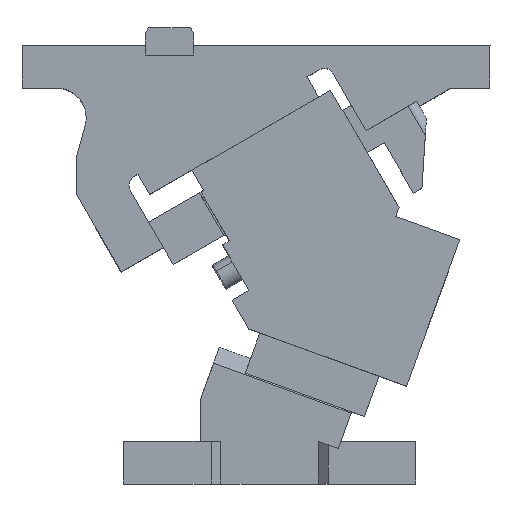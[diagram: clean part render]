
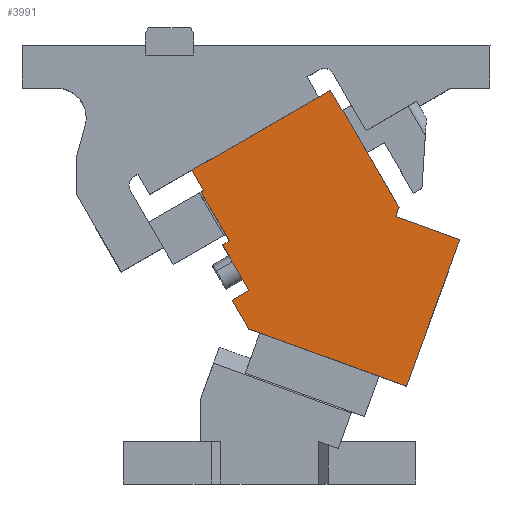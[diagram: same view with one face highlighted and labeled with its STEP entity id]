
A CAD part, top view. The second image highlights one B-rep face of the part: STEP entity #3991.
In plain terms, the highlighted planar face has unit normal (0, 0, 1).
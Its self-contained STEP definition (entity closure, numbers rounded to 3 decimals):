
#2107=CARTESIAN_POINT('Vertex',(-0.609,-77.567,70.)) ;
#2110=CARTESIAN_POINT('Line Origine',(-41.092,-62.832,70.)) ;
#2114=CARTESIAN_POINT('Vertex',(-81.575,-48.098,70.)) ;
#2254=CARTESIAN_POINT('Vertex',(26.753,-2.391,70.)) ;
#2257=CARTESIAN_POINT('Line Origine',(13.072,-39.979,70.)) ;
#2289=CARTESIAN_POINT('Vertex',(-6.137,9.579,70.)) ;
#2292=CARTESIAN_POINT('Line Origine',(10.308,3.594,70.)) ;
#2320=CARTESIAN_POINT('Vertex',(-4.427,14.278,70.)) ;
#2323=CARTESIAN_POINT('Line Origine',(-5.282,11.929,70.)) ;
#2344=CARTESIAN_POINT('Vertex',(-33.177,64.074,70.)) ;
#2349=CARTESIAN_POINT('Line Origine',(-18.802,39.176,70.)) ;
#3218=CARTESIAN_POINT('Vertex',(-104.624,22.824,70.)) ;
#3253=CARTESIAN_POINT('Vertex',(-105.923,22.074,70.)) ;
#3256=CARTESIAN_POINT('Line Origine',(-105.273,22.449,70.)) ;
#3356=CARTESIAN_POINT('Vertex',(-33.61,63.824,70.)) ;
#3359=CARTESIAN_POINT('Line Origine',(-33.393,63.949,70.)) ;
#3699=CARTESIAN_POINT('Line Origine',(-85.811,-40.76,70.)) ;
#3703=CARTESIAN_POINT('Vertex',(-90.047,-33.423,70.)) ;
#3727=CARTESIAN_POINT('Vertex',(-81.387,-28.423,70.)) ;
#3730=CARTESIAN_POINT('Line Origine',(-85.717,-30.923,70.)) ;
#3751=CARTESIAN_POINT('Vertex',(-94.887,-5.041,70.)) ;
#3754=CARTESIAN_POINT('Line Origine',(-88.137,-16.732,70.)) ;
#3805=CARTESIAN_POINT('Line Origine',(-93.155,-4.041,70.)) ;
#3809=CARTESIAN_POINT('Vertex',(-91.423,-3.041,70.)) ;
#3834=CARTESIAN_POINT('Line Origine',(-98.673,9.517,70.)) ;
#3884=CARTESIAN_POINT('Line Origine',(-107.624,28.02,70.)) ;
#3888=CARTESIAN_POINT('Vertex',(-110.624,33.217,70.)) ;
#3933=CARTESIAN_POINT('Vertex',(-39.61,74.217,70.)) ;
#3936=CARTESIAN_POINT('Line Origine',(-36.61,69.02,70.)) ;
#3957=CARTESIAN_POINT('Line Origine',(-75.117,53.717,70.)) ;
#3969=CARTESIAN_POINT('Axis2P3D Location',(-33.498,-65.596,70.)) ;
#2111=DIRECTION('Vector Direction',(-0.94,0.342,0.)) ;
#2258=DIRECTION('Vector Direction',(-0.342,-0.94,0.)) ;
#2293=DIRECTION('Vector Direction',(-0.94,0.342,0.)) ;
#2324=DIRECTION('Vector Direction',(-0.342,-0.94,0.)) ;
#2350=DIRECTION('Vector Direction',(-0.5,0.866,0.)) ;
#3257=DIRECTION('Vector Direction',(-0.866,-0.5,0.)) ;
#3360=DIRECTION('Vector Direction',(-0.866,-0.5,0.)) ;
#3700=DIRECTION('Vector Direction',(0.5,-0.866,0.)) ;
#3731=DIRECTION('Vector Direction',(-0.866,-0.5,0.)) ;
#3755=DIRECTION('Vector Direction',(0.5,-0.866,0.)) ;
#3806=DIRECTION('Vector Direction',(-0.866,-0.5,0.)) ;
#3835=DIRECTION('Vector Direction',(0.5,-0.866,0.)) ;
#3885=DIRECTION('Vector Direction',(0.5,-0.866,0.)) ;
#3937=DIRECTION('Vector Direction',(0.5,-0.866,0.)) ;
#3958=DIRECTION('Vector Direction',(-0.866,-0.5,0.)) ;
#3970=DIRECTION('Axis2P3D Direction',(-0.,0.,1.)) ;
#3971=DIRECTION('Axis2P3D XDirection',(0.996,-0.087,0.)) ;
#3972=AXIS2_PLACEMENT_3D('Plane Axis2P3D',#3969,#3970,#3971) ;
#3975=ORIENTED_EDGE('',*,*,#3734,.T.) ;
#3976=ORIENTED_EDGE('',*,*,#3705,.T.) ;
#3977=ORIENTED_EDGE('',*,*,#2116,.F.) ;
#3978=ORIENTED_EDGE('',*,*,#2261,.F.) ;
#3979=ORIENTED_EDGE('',*,*,#2296,.T.) ;
#3980=ORIENTED_EDGE('',*,*,#2327,.F.) ;
#3981=ORIENTED_EDGE('',*,*,#2353,.T.) ;
#3982=ORIENTED_EDGE('',*,*,#3363,.T.) ;
#3983=ORIENTED_EDGE('',*,*,#3940,.F.) ;
#3984=ORIENTED_EDGE('',*,*,#3961,.T.) ;
#3985=ORIENTED_EDGE('',*,*,#3890,.T.) ;
#3986=ORIENTED_EDGE('',*,*,#3260,.T.) ;
#3987=ORIENTED_EDGE('',*,*,#3838,.T.) ;
#3988=ORIENTED_EDGE('',*,*,#3811,.T.) ;
#3989=ORIENTED_EDGE('',*,*,#3758,.T.) ;
#2112=VECTOR('Line Direction',#2111,1.) ;
#2259=VECTOR('Line Direction',#2258,1.) ;
#2294=VECTOR('Line Direction',#2293,1.) ;
#2325=VECTOR('Line Direction',#2324,1.) ;
#2351=VECTOR('Line Direction',#2350,1.) ;
#3258=VECTOR('Line Direction',#3257,1.) ;
#3361=VECTOR('Line Direction',#3360,1.) ;
#3701=VECTOR('Line Direction',#3700,1.) ;
#3732=VECTOR('Line Direction',#3731,1.) ;
#3756=VECTOR('Line Direction',#3755,1.) ;
#3807=VECTOR('Line Direction',#3806,1.) ;
#3836=VECTOR('Line Direction',#3835,1.) ;
#3886=VECTOR('Line Direction',#3885,1.) ;
#3938=VECTOR('Line Direction',#3937,1.) ;
#3959=VECTOR('Line Direction',#3958,1.) ;
#3991=ADVANCED_FACE('CAM SLIDER',(#3990),#3973,.T.) ;
#2116=EDGE_CURVE('',#2108,#2115,#2113,.T.) ;
#2261=EDGE_CURVE('',#2255,#2108,#2260,.T.) ;
#2296=EDGE_CURVE('',#2255,#2290,#2295,.T.) ;
#2327=EDGE_CURVE('',#2321,#2290,#2326,.T.) ;
#2353=EDGE_CURVE('',#2321,#2345,#2352,.T.) ;
#3260=EDGE_CURVE('',#3219,#3254,#3259,.T.) ;
#3363=EDGE_CURVE('',#2345,#3357,#3362,.T.) ;
#3705=EDGE_CURVE('',#3704,#2115,#3702,.T.) ;
#3734=EDGE_CURVE('',#3728,#3704,#3733,.T.) ;
#3758=EDGE_CURVE('',#3752,#3728,#3757,.T.) ;
#3811=EDGE_CURVE('',#3810,#3752,#3808,.T.) ;
#3838=EDGE_CURVE('',#3254,#3810,#3837,.T.) ;
#3890=EDGE_CURVE('',#3889,#3219,#3887,.T.) ;
#3940=EDGE_CURVE('',#3934,#3357,#3939,.T.) ;
#3961=EDGE_CURVE('',#3934,#3889,#3960,.T.) ;
#3974=EDGE_LOOP('',(#3975,#3976,#3977,#3978,#3979,#3980,#3981,#3982,#3983,#3984,#3985,#3986,#3987,#3988,#3989)) ;
#3990=FACE_OUTER_BOUND('',#3974,.T.) ;
#2113=LINE('Line',#2110,#2112) ;
#2260=LINE('Line',#2257,#2259) ;
#2295=LINE('Line',#2292,#2294) ;
#2326=LINE('Line',#2323,#2325) ;
#2352=LINE('Line',#2349,#2351) ;
#3259=LINE('Line',#3256,#3258) ;
#3362=LINE('Line',#3359,#3361) ;
#3702=LINE('Line',#3699,#3701) ;
#3733=LINE('Line',#3730,#3732) ;
#3757=LINE('Line',#3754,#3756) ;
#3808=LINE('Line',#3805,#3807) ;
#3837=LINE('Line',#3834,#3836) ;
#3887=LINE('Line',#3884,#3886) ;
#3939=LINE('Line',#3936,#3938) ;
#3960=LINE('Line',#3957,#3959) ;
#3973=PLANE('Plane',#3972) ;
#2108=VERTEX_POINT('',#2107) ;
#2115=VERTEX_POINT('',#2114) ;
#2255=VERTEX_POINT('',#2254) ;
#2290=VERTEX_POINT('',#2289) ;
#2321=VERTEX_POINT('',#2320) ;
#2345=VERTEX_POINT('',#2344) ;
#3219=VERTEX_POINT('',#3218) ;
#3254=VERTEX_POINT('',#3253) ;
#3357=VERTEX_POINT('',#3356) ;
#3704=VERTEX_POINT('',#3703) ;
#3728=VERTEX_POINT('',#3727) ;
#3752=VERTEX_POINT('',#3751) ;
#3810=VERTEX_POINT('',#3809) ;
#3889=VERTEX_POINT('',#3888) ;
#3934=VERTEX_POINT('',#3933) ;
